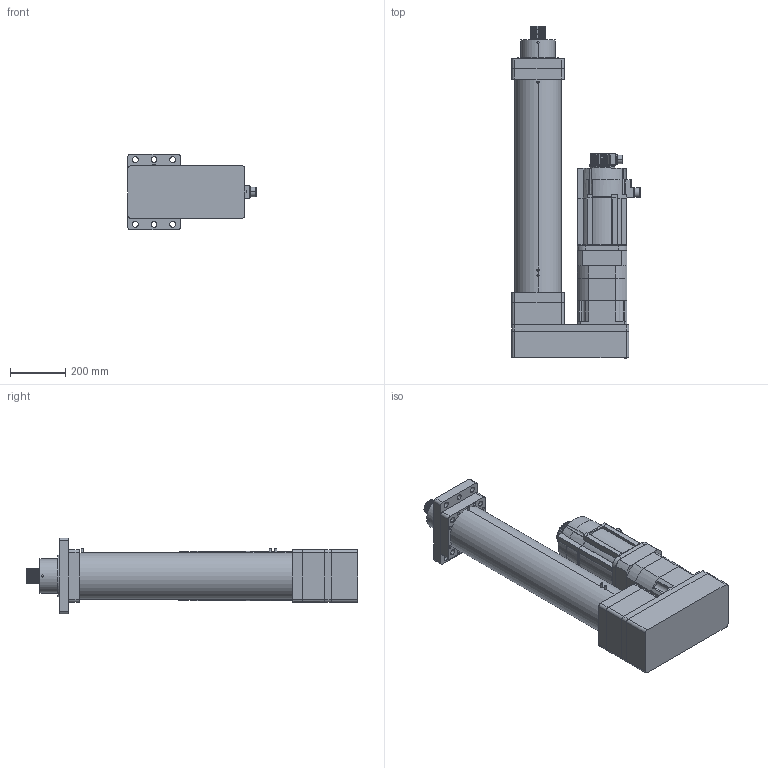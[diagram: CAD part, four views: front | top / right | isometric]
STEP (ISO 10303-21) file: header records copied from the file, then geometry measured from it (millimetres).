
FILE_DESCRIPTION (( 'STEP AP203' ), '1' );
FILE_NAME ('RLA170-20QF-140KN-R500-33.3mm-s.STEP', '2025-02-06T05:44:57', ( '微软用户' ), ( '微软中国' ), 'SwSTEP 2.0', 'SolidWorks 2022', '' );
FILE_SCHEMA (( 'CONFIG_CONTROL_DESIGN' ));
Length unit declared in the file: millimetre
Products named in the file (4): 170缸行程500折叠前法兰安装; RLA170-20QF-140KN-R500-33.3mm-s; MS1H3-55C15CD-U(A)334Z; PGH180(新款两级)35-114.3-200-M12
Assembly tree (3 placements, depth 2):
  RLA170-20QF-140KN-R500-33.3mm-s
    170缸行程500折叠前法兰安装
    PGH180(新款两级)35-114.3-200-M12
    MS1H3-55C15CD-U(A)334Z
Bounding box: 466.05 x 1206 x 275 mm (x, y, z)
Volume: 29514736 mm3; surface area: 2554849.9 mm2
Topology: 6 solids, 36 shells, 1526 faces, 4105 edges, 2534 vertices
Faces by surface type: bspline 1052, cylinder 289, plane 157, cone 26, torus 2
Entity records: 66923 total; most frequent: CARTESIAN_POINT 39590, ORIENTED_EDGE 7492, EDGE_CURVE 4004, DIRECTION 2597, VERTEX_POINT 2542, B_SPLINE_CURVE_WITH_KNOTS 1781, EDGE_LOOP 1766, FACE_OUTER_BOUND 1526
